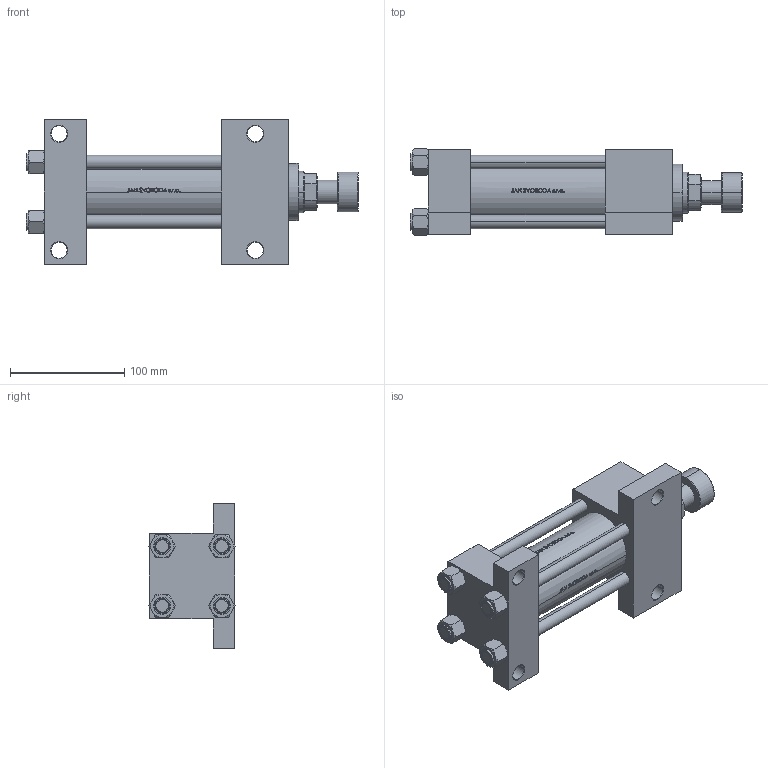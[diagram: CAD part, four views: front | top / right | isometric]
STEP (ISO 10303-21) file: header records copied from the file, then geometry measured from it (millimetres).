
FILE_DESCRIPTION (( 'STEP AP203' ), '1' );
FILE_NAME ('e4b3.STEP', '2023-01-17T18:31:01', ( '' ), ( '' ), 'SwSTEP 2.0', 'SolidWorks 2019', '' );
FILE_SCHEMA (( 'CONFIG_CONTROL_DESIGN' ));
Length unit declared in the file: millimetre
Products named in the file (7): V215CR_G_TYCINKA 05385d5a489a5bdc8d8e538b6ca23d6d; V215CR_ROD_END_F 05385d5a489a5bdc8d8e538b6ca23d6d; V215_VC_A 05385d5a489a5bdc8d8e538b6ca23d6d; V215CR_G_Body 05385d5a489a5bdc8d8e538b6ca23d6d; NUT_M5_G 05385d5a489a5bdc8d8e538b6ca23d6d; V215CR_VCP_G 05385d5a489a5bdc8d8e538b6ca23d6d; e4b3
Assembly tree (12 placements, depth 2):
  e4b3
    V215CR_G_Body 05385d5a489a5bdc8d8e538b6ca23d6d
    V215CR_VCP_G 05385d5a489a5bdc8d8e538b6ca23d6d
    V215CR_G_TYCINKA 05385d5a489a5bdc8d8e538b6ca23d6d  x4
    NUT_M5_G 05385d5a489a5bdc8d8e538b6ca23d6d  x4
    V215_VC_A 05385d5a489a5bdc8d8e538b6ca23d6d
    V215CR_ROD_END_F 05385d5a489a5bdc8d8e538b6ca23d6d
Bounding box: 291 x 75.54 x 127 mm (x, y, z)
Volume: 922197.2 mm3; surface area: 209172.9 mm2
Topology: 12 solids, 12 shells, 1102 faces, 2778 edges, 1783 vertices
Faces by surface type: plane 436, bspline 380, cone 146, cylinder 128, torus 12
Entity records: 47929 total; most frequent: CARTESIAN_POINT 25941, ORIENTED_EDGE 5048, DIRECTION 3116, EDGE_CURVE 2524, VERTEX_POINT 1639, LINE 1300, VECTOR 1300, EDGE_LOOP 1085
